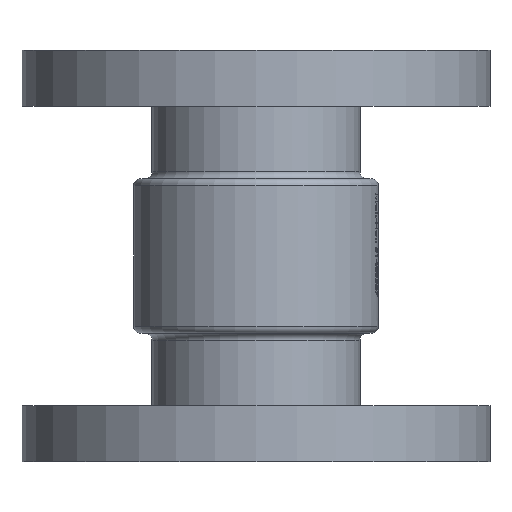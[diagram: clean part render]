
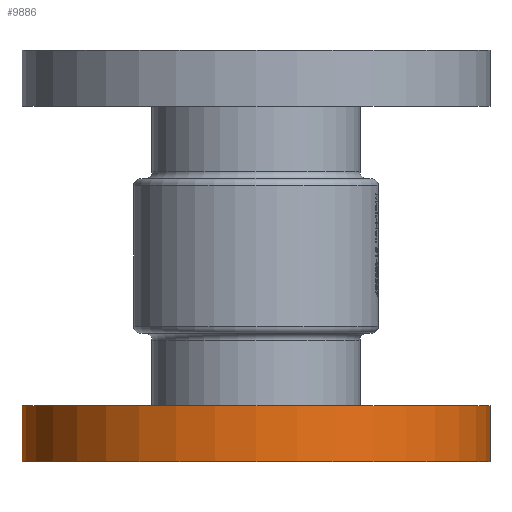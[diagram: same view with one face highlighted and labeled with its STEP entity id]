
A CAD part, front view. The second image highlights one B-rep face of the part: STEP entity #9886.
In plain terms, the highlighted cylindrical face has radius 100 mm (diameter 200 mm), a partial arc.
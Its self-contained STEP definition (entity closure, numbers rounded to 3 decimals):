
#651 = AXIS2_PLACEMENT_3D ( 'NONE', #24354, #14819, #15114 ) ;
#1761 = EDGE_CURVE ( 'NONE', #26235, #27827, #6566, .T. ) ;
#1889 = LINE ( 'NONE', #11290, #10908 ) ;
#3217 = EDGE_LOOP ( 'NONE', ( #5630, #19824, #19378, #10018 ) ) ;
#3670 = CARTESIAN_POINT ( 'NONE',  ( 0., 0., -152. ) ) ;
#4620 = AXIS2_PLACEMENT_3D ( 'NONE', #17124, #16974, #26511 ) ;
#5053 = VECTOR ( 'NONE', #30347, 1000. ) ;
#5151 = EDGE_CURVE ( 'NONE', #5926, #29194, #27745, .T. ) ;
#5446 = CYLINDRICAL_SURFACE ( 'NONE', #651, 100. ) ;
#5630 = ORIENTED_EDGE ( 'NONE', *, *, #5151, .F. ) ;
#5926 = VERTEX_POINT ( 'NONE', #26306 ) ;
#6566 = CIRCLE ( 'NONE', #4620, 100. ) ;
#7147 = LINE ( 'NONE', #9460, #5053 ) ;
#9460 = CARTESIAN_POINT ( 'NONE',  ( 100., 0., -176. ) ) ;
#9886 = ADVANCED_FACE ( 'NONE', ( #19879 ), #5446, .T. ) ;
#10018 = ORIENTED_EDGE ( 'NONE', *, *, #30310, .F. ) ;
#10908 = VECTOR ( 'NONE', #20811, 1000. ) ;
#11290 = CARTESIAN_POINT ( 'NONE',  ( -100., 0., -176. ) ) ;
#13012 = AXIS2_PLACEMENT_3D ( 'NONE', #3670, #18269, #25199 ) ;
#14819 = DIRECTION ( 'NONE',  ( 0., 0., -1. ) ) ;
#14918 = CARTESIAN_POINT ( 'NONE',  ( 100., 0., -152. ) ) ;
#15114 = DIRECTION ( 'NONE',  ( 1., 0., 0. ) ) ;
#16974 = DIRECTION ( 'NONE',  ( 0., 0., 1. ) ) ;
#17124 = CARTESIAN_POINT ( 'NONE',  ( 0., 0., -176. ) ) ;
#18269 = DIRECTION ( 'NONE',  ( 0., 0., 1. ) ) ;
#19378 = ORIENTED_EDGE ( 'NONE', *, *, #1761, .T. ) ;
#19824 = ORIENTED_EDGE ( 'NONE', *, *, #25357, .T. ) ;
#19879 = FACE_OUTER_BOUND ( 'NONE', #3217, .T. ) ;
#20740 = CARTESIAN_POINT ( 'NONE',  ( 100., 0., -176. ) ) ;
#20811 = DIRECTION ( 'NONE',  ( 0., 0., -1. ) ) ;
#24354 = CARTESIAN_POINT ( 'NONE',  ( 0., 0., -176. ) ) ;
#25199 = DIRECTION ( 'NONE',  ( 1., 0., 0. ) ) ;
#25357 = EDGE_CURVE ( 'NONE', #5926, #26235, #1889, .T. ) ;
#26235 = VERTEX_POINT ( 'NONE', #28935 ) ;
#26306 = CARTESIAN_POINT ( 'NONE',  ( -100., 0., -152. ) ) ;
#26511 = DIRECTION ( 'NONE',  ( 1., 0., 0. ) ) ;
#27745 = CIRCLE ( 'NONE', #13012, 100. ) ;
#27827 = VERTEX_POINT ( 'NONE', #20740 ) ;
#28935 = CARTESIAN_POINT ( 'NONE',  ( -100., 0., -176. ) ) ;
#29194 = VERTEX_POINT ( 'NONE', #14918 ) ;
#30310 = EDGE_CURVE ( 'NONE', #29194, #27827, #7147, .T. ) ;
#30347 = DIRECTION ( 'NONE',  ( 0., 0., -1. ) ) ;
